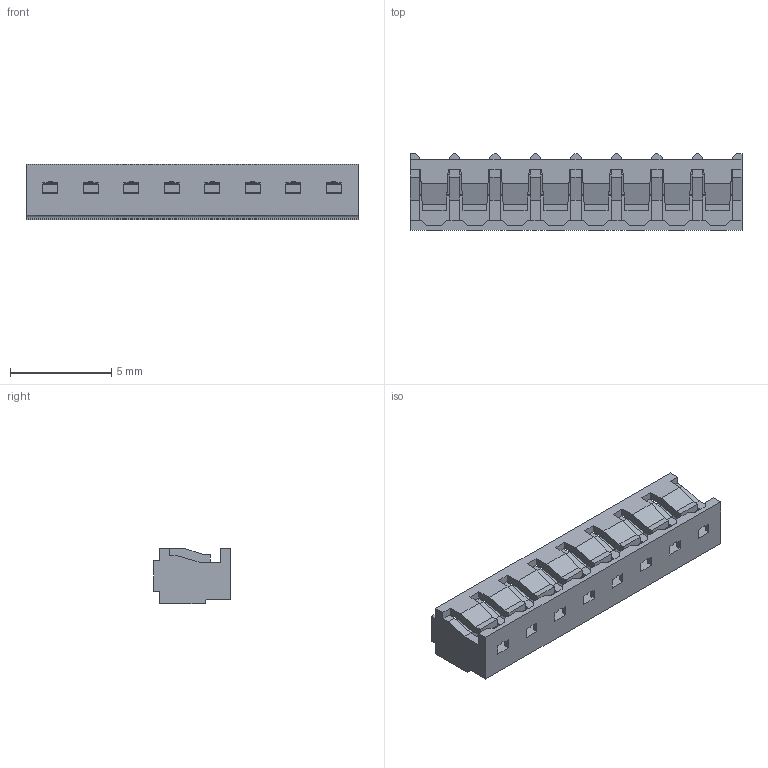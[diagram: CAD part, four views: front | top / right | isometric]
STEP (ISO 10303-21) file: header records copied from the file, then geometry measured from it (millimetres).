
FILE_DESCRIPTION((''),'2;1');
FILE_NAME('510150800','2010-04-13T',('pnb'),(''),'PRO/ENGINEER BY PARAMETRIC TECHNOLOGY CORPORATION, 2003451','PRO/ENGINEER BY PARAMETRIC TECHNOLOGY CORPORATION, 2003451','');
FILE_SCHEMA(('CONFIG_CONTROL_DESIGN'));
Length unit declared in the file: millimetre
Products named in the file (1): 510150800
Bounding box: 16.4 x 3.8 x 2.75 mm (x, y, z)
Volume: 96.9 mm3; surface area: 411.7 mm2
Topology: 1 solids, 1 shells, 419 faces, 1314 edges, 880 vertices
Faces by surface type: plane 410, cylinder 9
Entity records: 14401 total; most frequent: CARTESIAN_POINT 2585, ORIENTED_EDGE 2582, DIRECTION 2190, EDGE_CURVE 1291, VECTOR 1280, LINE 1280, VERTEX_POINT 850, EDGE_LOOP 459
